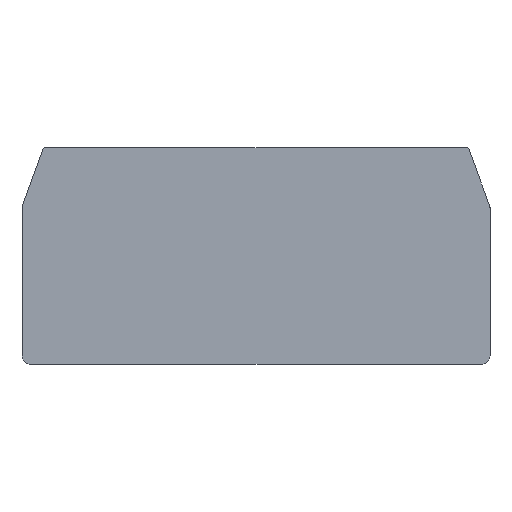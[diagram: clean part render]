
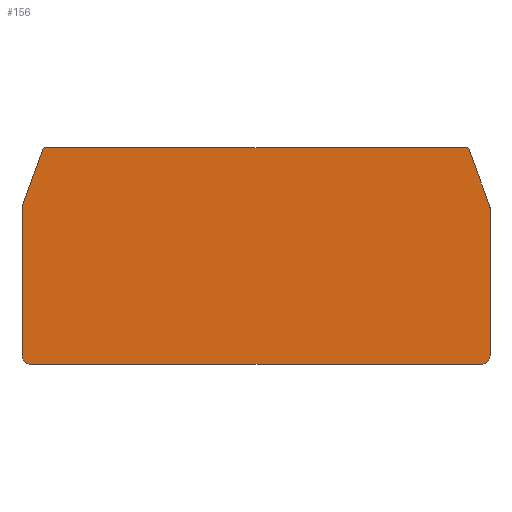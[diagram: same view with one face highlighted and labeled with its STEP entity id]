
A CAD part, front view. The second image highlights one B-rep face of the part: STEP entity #156.
In plain terms, the highlighted face is planar.
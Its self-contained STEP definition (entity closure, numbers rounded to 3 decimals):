
#6 = CARTESIAN_POINT ( 'NONE',  ( 0., -76.369, -38. ) ) ;
#7 = LINE ( 'NONE', #193, #158 ) ;
#11 = CIRCLE ( 'NONE', #417, 0.5 ) ;
#12 = CARTESIAN_POINT ( 'NONE',  ( 0., 4.081, -10.252 ) ) ;
#14 = CARTESIAN_POINT ( 'NONE',  ( 0., -74.207, -0.329 ) ) ;
#18 = VERTEX_POINT ( 'NONE', #6 ) ;
#30 = CARTESIAN_POINT ( 'NONE',  ( 0., -77.869, -10.477 ) ) ;
#31 = VERTEX_POINT ( 'NONE', #303 ) ;
#47 = PLANE ( 'NONE',  #256 ) ;
#49 = EDGE_CURVE ( 'NONE', #409, #203, #267, .T. ) ;
#50 = CARTESIAN_POINT ( 'NONE',  ( 0., -77.869, -10.34 ) ) ;
#51 = DIRECTION ( 'NONE',  ( 1., 0., 0. ) ) ;
#54 = DIRECTION ( 'NONE',  ( 0., 1., 0. ) ) ;
#56 = AXIS2_PLACEMENT_3D ( 'NONE', #161, #312, #455 ) ;
#60 = CARTESIAN_POINT ( 'NONE',  ( 0., -76.369, -36.5 ) ) ;
#66 = LINE ( 'NONE', #94, #352 ) ;
#73 = VERTEX_POINT ( 'NONE', #478 ) ;
#75 = LINE ( 'NONE', #146, #388 ) ;
#86 = EDGE_CURVE ( 'NONE', #134, #466, #75, .T. ) ;
#87 = DIRECTION ( 'NONE',  ( 1., 0., 0. ) ) ;
#90 = CARTESIAN_POINT ( 'NONE',  ( 0., -77.319, -10.34 ) ) ;
#94 = CARTESIAN_POINT ( 'NONE',  ( 0., -74.307, -0.604 ) ) ;
#95 = AXIS2_PLACEMENT_3D ( 'NONE', #157, #51, #54 ) ;
#98 = ORIENTED_EDGE ( 'NONE', *, *, #220, .F. ) ;
#108 = AXIS2_PLACEMENT_3D ( 'NONE', #351, #87, #189 ) ;
#109 = ORIENTED_EDGE ( 'NONE', *, *, #398, .F. ) ;
#124 = FACE_OUTER_BOUND ( 'NONE', #137, .T. ) ;
#132 = CARTESIAN_POINT ( 'NONE',  ( 0., 0., 0. ) ) ;
#134 = VERTEX_POINT ( 'NONE', #418 ) ;
#137 = EDGE_LOOP ( 'NONE', ( #461, #221, #371, #358, #216, #98, #399, #335, #362, #109, #244 ) ) ;
#146 = CARTESIAN_POINT ( 'NONE',  ( 0., 4.131, -36.225 ) ) ;
#147 = DIRECTION ( 'NONE',  ( 0., -1., 0. ) ) ;
#150 = CARTESIAN_POINT ( 'NONE',  ( 0., -73.737, 0. ) ) ;
#156 = ADVANCED_FACE ( 'NONE', ( #124 ), #47, .F. ) ;
#157 = CARTESIAN_POINT ( 'NONE',  ( 0., 0., -0.5 ) ) ;
#158 = VECTOR ( 'NONE', #389, 1000. ) ;
#161 = CARTESIAN_POINT ( 'NONE',  ( 0., 2.631, -36.5 ) ) ;
#178 = VERTEX_POINT ( 'NONE', #14 ) ;
#179 = EDGE_CURVE ( 'NONE', #433, #428, #375, .T. ) ;
#189 = DIRECTION ( 'NONE',  ( 0., 1., 0. ) ) ;
#190 = EDGE_CURVE ( 'NONE', #18, #73, #7, .T. ) ;
#193 = CARTESIAN_POINT ( 'NONE',  ( 0., -76.319, -38. ) ) ;
#202 = DIRECTION ( 'NONE',  ( 0., -0.342, -0.94 ) ) ;
#203 = VERTEX_POINT ( 'NONE', #150 ) ;
#205 = DIRECTION ( 'NONE',  ( 1., 0., 0. ) ) ;
#212 = DIRECTION ( 'NONE',  ( 1., 0., 0. ) ) ;
#215 = EDGE_CURVE ( 'NONE', #428, #31, #454, .T. ) ;
#216 = ORIENTED_EDGE ( 'NONE', *, *, #306, .F. ) ;
#218 = DIRECTION ( 'NONE',  ( 0., 1., 0. ) ) ;
#220 = EDGE_CURVE ( 'NONE', #466, #405, #349, .T. ) ;
#221 = ORIENTED_EDGE ( 'NONE', *, *, #390, .F. ) ;
#233 = VECTOR ( 'NONE', #237, 1000. ) ;
#237 = DIRECTION ( 'NONE',  ( 0., 0., -1. ) ) ;
#244 = ORIENTED_EDGE ( 'NONE', *, *, #215, .F. ) ;
#251 = DIRECTION ( 'NONE',  ( 0., 1., 0. ) ) ;
#256 = AXIS2_PLACEMENT_3D ( 'NONE', #90, #420, #321 ) ;
#258 = CARTESIAN_POINT ( 'NONE',  ( 0., -77.838, -10.306 ) ) ;
#264 = EDGE_CURVE ( 'NONE', #73, #134, #348, .T. ) ;
#267 = LINE ( 'NONE', #340, #318 ) ;
#268 = CIRCLE ( 'NONE', #441, 1.5 ) ;
#298 = VECTOR ( 'NONE', #347, 1000. ) ;
#303 = CARTESIAN_POINT ( 'NONE',  ( 0., -77.869, -36.5 ) ) ;
#306 = EDGE_CURVE ( 'NONE', #405, #409, #309, .T. ) ;
#309 = CIRCLE ( 'NONE', #95, 0.5 ) ;
#312 = DIRECTION ( 'NONE',  ( 1., 0., 0. ) ) ;
#318 = VECTOR ( 'NONE', #147, 1000. ) ;
#321 = DIRECTION ( 'NONE',  ( 0., 0., -1. ) ) ;
#335 = ORIENTED_EDGE ( 'NONE', *, *, #264, .F. ) ;
#340 = CARTESIAN_POINT ( 'NONE',  ( 0., 0.1, 0. ) ) ;
#344 = DIRECTION ( 'NONE',  ( 0., 0., 1. ) ) ;
#347 = DIRECTION ( 'NONE',  ( 0., -0.342, 0.94 ) ) ;
#348 = CIRCLE ( 'NONE', #56, 1.5 ) ;
#349 = LINE ( 'NONE', #12, #298 ) ;
#351 = CARTESIAN_POINT ( 'NONE',  ( 0., -77.369, -10.477 ) ) ;
#352 = VECTOR ( 'NONE', #202, 1000. ) ;
#358 = ORIENTED_EDGE ( 'NONE', *, *, #49, .F. ) ;
#361 = CARTESIAN_POINT ( 'NONE',  ( 0., 0.47, -0.329 ) ) ;
#362 = ORIENTED_EDGE ( 'NONE', *, *, #190, .F. ) ;
#371 = ORIENTED_EDGE ( 'NONE', *, *, #391, .F. ) ;
#375 = CIRCLE ( 'NONE', #108, 0.5 ) ;
#388 = VECTOR ( 'NONE', #344, 1000. ) ;
#389 = DIRECTION ( 'NONE',  ( 0., 1., 0. ) ) ;
#390 = EDGE_CURVE ( 'NONE', #178, #433, #66, .T. ) ;
#391 = EDGE_CURVE ( 'NONE', #203, #178, #11, .T. ) ;
#398 = EDGE_CURVE ( 'NONE', #31, #18, #268, .T. ) ;
#399 = ORIENTED_EDGE ( 'NONE', *, *, #86, .F. ) ;
#405 = VERTEX_POINT ( 'NONE', #361 ) ;
#409 = VERTEX_POINT ( 'NONE', #132 ) ;
#417 = AXIS2_PLACEMENT_3D ( 'NONE', #429, #205, #251 ) ;
#418 = CARTESIAN_POINT ( 'NONE',  ( 0., 4.131, -36.5 ) ) ;
#420 = DIRECTION ( 'NONE',  ( 1., 0., 0. ) ) ;
#428 = VERTEX_POINT ( 'NONE', #30 ) ;
#429 = CARTESIAN_POINT ( 'NONE',  ( 0., -73.737, -0.5 ) ) ;
#433 = VERTEX_POINT ( 'NONE', #258 ) ;
#441 = AXIS2_PLACEMENT_3D ( 'NONE', #60, #212, #218 ) ;
#454 = LINE ( 'NONE', #50, #233 ) ;
#455 = DIRECTION ( 'NONE',  ( 0., -1., 0. ) ) ;
#461 = ORIENTED_EDGE ( 'NONE', *, *, #179, .F. ) ;
#466 = VERTEX_POINT ( 'NONE', #470 ) ;
#470 = CARTESIAN_POINT ( 'NONE',  ( 0., 4.131, -10.389 ) ) ;
#478 = CARTESIAN_POINT ( 'NONE',  ( 0., 2.631, -38. ) ) ;
